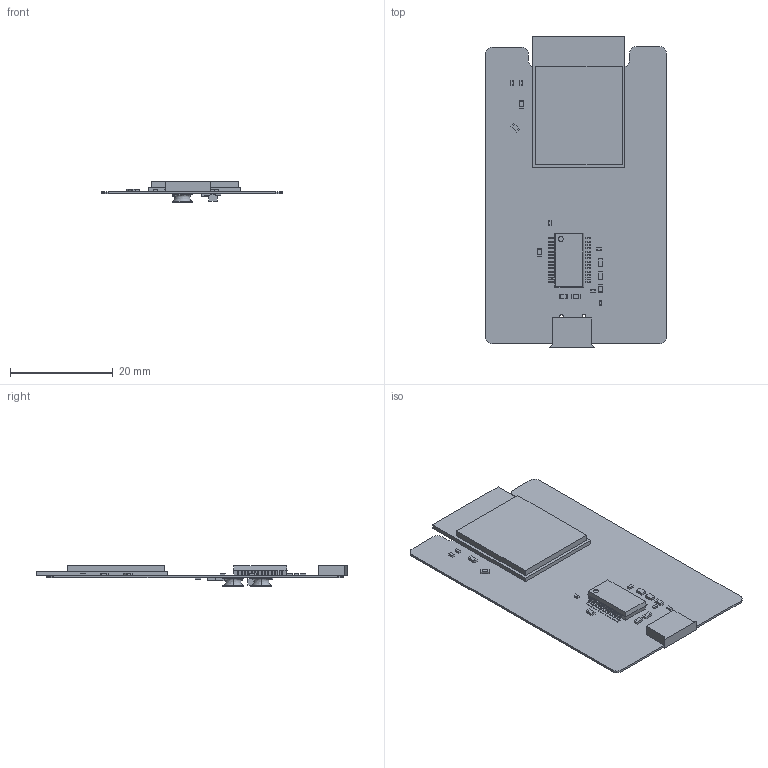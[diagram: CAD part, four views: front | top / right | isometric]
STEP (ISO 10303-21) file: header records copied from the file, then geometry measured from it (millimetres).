
FILE_DESCRIPTION(('Open CASCADE Model'),'2;1');
FILE_NAME('Open CASCADE Shape Model','2016-11-18T23:03:26',('Author'),( 'Open CASCADE'),'Open CASCADE STEP processor 6.5','Open CASCADE 6.5' ,'Unknown');
FILE_SCHEMA(('AUTOMOTIVE_DESIGN { 1 0 10303 214 1 1 1 1 }'));
Length unit declared in the file: millimetre
Products named in the file (46): PCB; Board; C4; 0603; C5; M1; 857283040; Extruded; 857283168; R3; 0402; R4; R6; R8; USB1; 857283296; C1; 0805; C2; 1206; C3; C6; C7; C8; C9; D1; 857284320; D2; IC1; SSOP-28; L1; Inductor_NR4018; Inductor; Inductor_Pads; L2; L3; R1; R2; R5; R7 ...
Assembly tree (61 placements, depth 4):
  PCB
    Board
    C4
      0603
    C5
      0603
    M1
      857283040
        Extruded
      857283168
        Extruded
    R3
      0402
    R4
      0402
    R6
      0402
    R8
      0402
    USB1
      857283296
        Extruded
    C1
      0805
    C2
      1206
    C3
      1206
    C6
      0402
    C7
      0603
    C8
      0603
    C9
      0603
    D1
      857284320
        Extruded
    D2
      857284320
        Extruded
    IC1
      SSOP-28
    L1
      Inductor_NR4018
        Inductor
        Inductor_Pads
    L2
      Inductor_NR4018
        Inductor
        Inductor_Pads
    L3
      0603
    R1
      0402
    R2
      0402
    R5
      0402
Bounding box: 35.22 x 60.6 x 4.24 mm (x, y, z)
Volume: 1811.4 mm3; surface area: 6464.5 mm2
Topology: 61 solids, 61 shells, 965 faces, 2410 edges, 1604 vertices
Faces by surface type: plane 789, cylinder 172, bspline 4
Full cylindrical faces by diameter (mm): 0.711 x2
Entity records: 49009 total; most frequent: CARTESIAN_POINT 9281, DIRECTION 6335, LINE 3958, VECTOR 3958, ORIENTED_EDGE 3568, PCURVE 3568, DEFINITIONAL_REPRESENTATION 3568, EDGE_CURVE 1784
